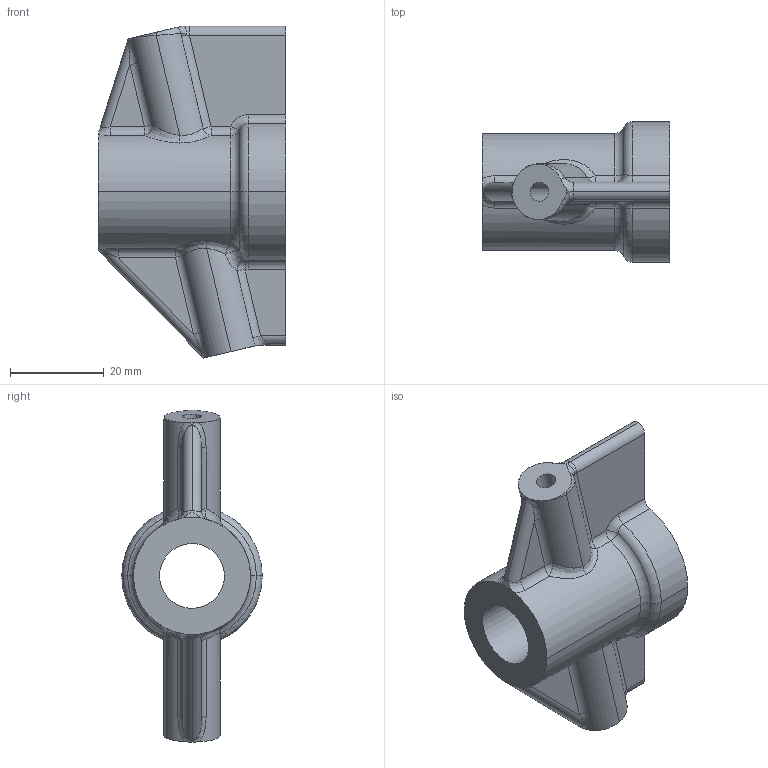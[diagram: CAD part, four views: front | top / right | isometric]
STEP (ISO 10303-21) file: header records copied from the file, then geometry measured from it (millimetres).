
FILE_DESCRIPTION(('CATIA V5 STEP Exchange'),'2;1');
FILE_NAME('porte_fusee.stp','2016-11-21T20:51:02+00:00',('none'),('none'),'CATIA Version 5 Release 20 GA (IN-10)','CATIA V5 STEP AP203','none');
FILE_SCHEMA(('CONFIG_CONTROL_DESIGN'));
Length unit declared in the file: millimetre
Products named in the file (1): Part2
Bounding box: 40 x 30 x 70.88 mm (x, y, z)
Volume: 22302.2 mm3; surface area: 9795.9 mm2
Topology: 1 solids, 1 shells, 119 faces, 285 edges, 159 vertices
Faces by surface type: cylinder 48, bspline 30, plane 21, sphere 12, torus 8
Entity records: 5584 total; most frequent: CARTESIAN_POINT 3295, ORIENTED_EDGE 546, DIRECTION 296, EDGE_CURVE 273, VERTEX_POINT 159, AXIS2_PLACEMENT_3D 158, EDGE_LOOP 124, ADVANCED_FACE 119
